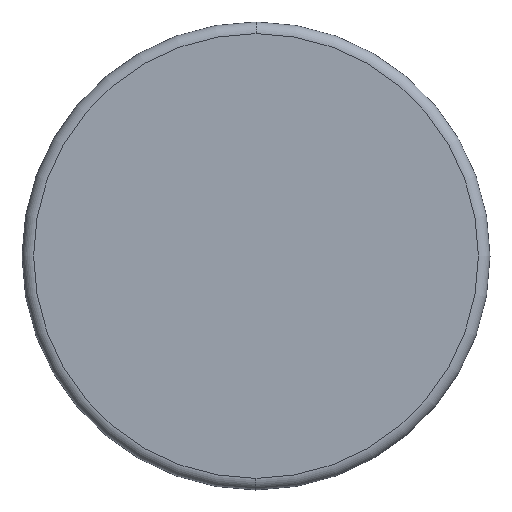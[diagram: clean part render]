
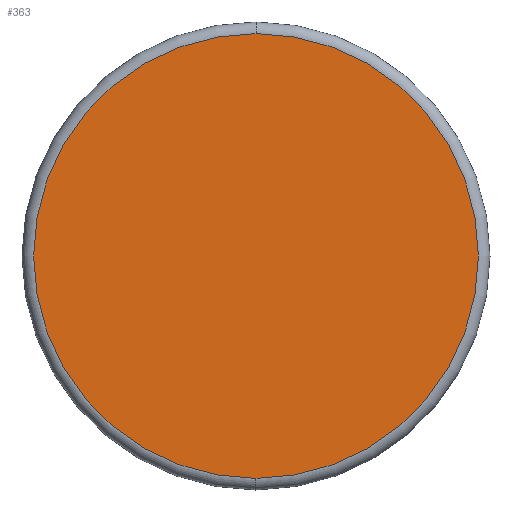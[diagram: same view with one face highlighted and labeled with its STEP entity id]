
A CAD part, left-side view. The second image highlights one B-rep face of the part: STEP entity #363.
In plain terms, the highlighted planar face has unit normal (-1, 0, 0).
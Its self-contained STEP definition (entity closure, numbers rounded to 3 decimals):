
#14 = CARTESIAN_POINT ( 'NONE',  ( -4., 0., 28.65 ) ) ;
#56 = CARTESIAN_POINT ( 'NONE',  ( -4., 0., -28.65 ) ) ;
#85 = ORIENTED_EDGE ( 'NONE', *, *, #591, .T. ) ;
#100 = DIRECTION ( 'NONE',  ( -1., 0., 0. ) ) ;
#103 = CIRCLE ( 'NONE', #240, 28.65 ) ;
#123 = EDGE_LOOP ( 'NONE', ( #576, #85 ) ) ;
#125 = AXIS2_PLACEMENT_3D ( 'NONE', #539, #551, #584 ) ;
#165 = DIRECTION ( 'NONE',  ( 0., 0., -1. ) ) ;
#218 = PLANE ( 'NONE',  #554 ) ;
#233 = EDGE_CURVE ( 'NONE', #350, #334, #382, .T. ) ;
#240 = AXIS2_PLACEMENT_3D ( 'NONE', #566, #100, #434 ) ;
#310 = FACE_OUTER_BOUND ( 'NONE', #123, .T. ) ;
#334 = VERTEX_POINT ( 'NONE', #56 ) ;
#350 = VERTEX_POINT ( 'NONE', #14 ) ;
#363 = ADVANCED_FACE ( 'NONE', ( #310 ), #218, .F. ) ;
#382 = CIRCLE ( 'NONE', #125, 28.65 ) ;
#412 = CARTESIAN_POINT ( 'NONE',  ( -4., 28.65, 0. ) ) ;
#434 = DIRECTION ( 'NONE',  ( 0., 0., 1. ) ) ;
#539 = CARTESIAN_POINT ( 'NONE',  ( -4., 0., 0. ) ) ;
#551 = DIRECTION ( 'NONE',  ( -1., 0., 0. ) ) ;
#554 = AXIS2_PLACEMENT_3D ( 'NONE', #412, #596, #165 ) ;
#566 = CARTESIAN_POINT ( 'NONE',  ( -4., 0., 0. ) ) ;
#576 = ORIENTED_EDGE ( 'NONE', *, *, #233, .T. ) ;
#584 = DIRECTION ( 'NONE',  ( 0., 0., 1. ) ) ;
#591 = EDGE_CURVE ( 'NONE', #334, #350, #103, .T. ) ;
#596 = DIRECTION ( 'NONE',  ( 1., 0., 0. ) ) ;
